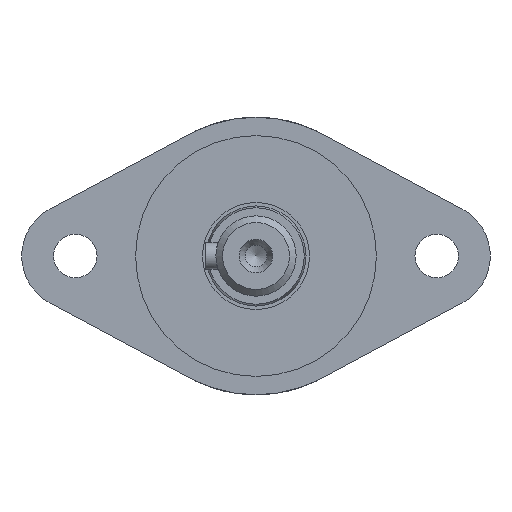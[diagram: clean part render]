
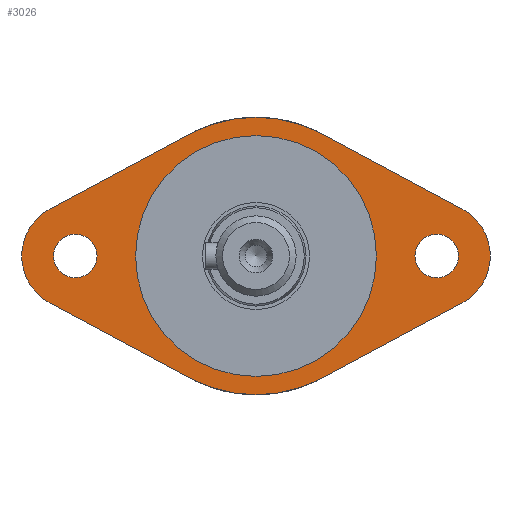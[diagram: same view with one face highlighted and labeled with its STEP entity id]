
A CAD part, left-side view. The second image highlights one B-rep face of the part: STEP entity #3026.
In plain terms, the highlighted planar face has unit normal (-1, 0, 0).
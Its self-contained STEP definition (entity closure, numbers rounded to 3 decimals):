
#67=FACE_BOUND('',#580,.T.);
#68=FACE_BOUND('',#581,.T.);
#69=FACE_BOUND('',#582,.T.);
#99=PLANE('',#3254);
#405=FACE_OUTER_BOUND('',#579,.T.);
#579=EDGE_LOOP('',(#2203,#2204,#2205,#2206,#2207,#2208,#2209,#2210));
#580=EDGE_LOOP('',(#2211));
#581=EDGE_LOOP('',(#2212));
#582=EDGE_LOOP('',(#2213,#2214));
#754=LINE('',#4438,#1010);
#756=LINE('',#4443,#1012);
#760=LINE('',#4456,#1016);
#765=LINE('',#4469,#1021);
#1010=VECTOR('',#3594,10.);
#1012=VECTOR('',#3598,10.);
#1016=VECTOR('',#3610,10.);
#1021=VECTOR('',#3623,10.);
#1277=CIRCLE('',#3229,3.25);
#1280=CIRCLE('',#3233,3.25);
#1282=CIRCLE('',#3236,8.);
#1286=CIRCLE('',#3245,8.);
#1288=CIRCLE('',#3250,18.);
#1289=CIRCLE('',#3251,18.);
#1292=CIRCLE('',#3255,20.75);
#1293=CIRCLE('',#3256,20.75);
#1415=VERTEX_POINT('',#4413);
#1418=VERTEX_POINT('',#4421);
#1421=VERTEX_POINT('',#4428);
#1422=VERTEX_POINT('',#4430);
#1424=VERTEX_POINT('',#4436);
#1426=VERTEX_POINT('',#4442);
#1430=VERTEX_POINT('',#4453);
#1431=VERTEX_POINT('',#4455);
#1433=VERTEX_POINT('',#4461);
#1435=VERTEX_POINT('',#4467);
#1436=VERTEX_POINT('',#4473);
#1437=VERTEX_POINT('',#4474);
#1705=EDGE_CURVE('',#1415,#1415,#1277,.T.);
#1709=EDGE_CURVE('',#1418,#1418,#1280,.T.);
#1712=EDGE_CURVE('',#1421,#1422,#1282,.T.);
#1716=EDGE_CURVE('',#1424,#1421,#754,.T.);
#1718=EDGE_CURVE('',#1422,#1426,#756,.T.);
#1724=EDGE_CURVE('',#1431,#1430,#760,.T.);
#1728=EDGE_CURVE('',#1430,#1433,#1286,.T.);
#1731=EDGE_CURVE('',#1433,#1435,#765,.T.);
#1733=EDGE_CURVE('',#1436,#1437,#1288,.T.);
#1734=EDGE_CURVE('',#1437,#1436,#1289,.T.);
#1738=EDGE_CURVE('',#1426,#1435,#1292,.T.);
#1739=EDGE_CURVE('',#1431,#1424,#1293,.T.);
#2203=ORIENTED_EDGE('',*,*,#1738,.F.);
#2204=ORIENTED_EDGE('',*,*,#1718,.F.);
#2205=ORIENTED_EDGE('',*,*,#1712,.F.);
#2206=ORIENTED_EDGE('',*,*,#1716,.F.);
#2207=ORIENTED_EDGE('',*,*,#1739,.F.);
#2208=ORIENTED_EDGE('',*,*,#1724,.T.);
#2209=ORIENTED_EDGE('',*,*,#1728,.T.);
#2210=ORIENTED_EDGE('',*,*,#1731,.T.);
#2211=ORIENTED_EDGE('',*,*,#1705,.T.);
#2212=ORIENTED_EDGE('',*,*,#1709,.T.);
#2213=ORIENTED_EDGE('',*,*,#1733,.T.);
#2214=ORIENTED_EDGE('',*,*,#1734,.T.);
#3026=ADVANCED_FACE('',(#405,#67,#68,#69),#99,.T.);
#3229=AXIS2_PLACEMENT_3D('',#4415,#3571,#3572);
#3233=AXIS2_PLACEMENT_3D('',#4423,#3580,#3581);
#3236=AXIS2_PLACEMENT_3D('',#4431,#3587,#3588);
#3245=AXIS2_PLACEMENT_3D('',#4463,#3617,#3618);
#3250=AXIS2_PLACEMENT_3D('',#4475,#3630,#3631);
#3251=AXIS2_PLACEMENT_3D('',#4476,#3632,#3633);
#3254=AXIS2_PLACEMENT_3D('',#4482,#3639,#3640);
#3255=AXIS2_PLACEMENT_3D('',#4483,#3641,#3642);
#3256=AXIS2_PLACEMENT_3D('',#4484,#3643,#3644);
#3571=DIRECTION('center_axis',(1.,0.,0.));
#3572=DIRECTION('ref_axis',(0.,0.,
1.));
#3580=DIRECTION('center_axis',(1.,0.,0.));
#3581=DIRECTION('ref_axis',(0.,0.,
1.));
#3587=DIRECTION('center_axis',(1.,0.,0.));
#3588=DIRECTION('ref_axis',(0.,-0.472,-0.881));
#3594=DIRECTION('',(0.,0.881,0.472));
#3598=DIRECTION('',(0.,-0.881,0.472));
#3610=DIRECTION('',(0.,-0.881,0.472));
#3617=DIRECTION('center_axis',(-1.,0.,0.));
#3618=DIRECTION('ref_axis',(0.,-0.472,-0.881));
#3623=DIRECTION('',(0.,0.881,0.472));
#3630=DIRECTION('center_axis',(1.,0.,0.));
#3631=DIRECTION('ref_axis',(0.,-1.,0.));
#3632=DIRECTION('center_axis',(1.,0.,0.));
#3633=DIRECTION('ref_axis',(0.,-1.,0.));
#3639=DIRECTION('center_axis',(-1.,0.,0.));
#3640=DIRECTION('ref_axis',(0.,0.,
-1.));
#3641=DIRECTION('center_axis',(1.,0.,0.));
#3642=DIRECTION('ref_axis',(0.,-1.,0.));
#3643=DIRECTION('center_axis',(1.,0.,0.));
#3644=DIRECTION('ref_axis',(0.,-1.,0.));
#4413=CARTESIAN_POINT('',(-147.2,-27.,-3.25));
#4415=CARTESIAN_POINT('Origin',(-147.2,-27.,0.));
#4421=CARTESIAN_POINT('',(-147.2,27.,-3.25));
#4423=CARTESIAN_POINT('Origin',(-147.2,27.,0.));
#4428=CARTESIAN_POINT('',(-147.2,30.778,-7.052));
#4430=CARTESIAN_POINT('',(-147.2,30.778,7.052));
#4431=CARTESIAN_POINT('Origin',(-147.2,27.,0.));
#4436=CARTESIAN_POINT('',(-147.2,9.799,-18.291));
#4438=CARTESIAN_POINT('',(-147.2,9.799,-18.291));
#4442=CARTESIAN_POINT('',(-147.2,9.799,18.291));
#4443=CARTESIAN_POINT('',(-147.2,30.778,7.052));
#4453=CARTESIAN_POINT('',(-147.2,-30.778,-7.052));
#4455=CARTESIAN_POINT('',(-147.2,-9.799,-18.291));
#4456=CARTESIAN_POINT('',(-147.2,-9.799,-18.291));
#4461=CARTESIAN_POINT('',(-147.2,-30.778,7.052));
#4463=CARTESIAN_POINT('Origin',(-147.2,-27.,0.));
#4467=CARTESIAN_POINT('',(-147.2,-9.799,18.291));
#4469=CARTESIAN_POINT('',(-147.2,-30.778,7.052));
#4473=CARTESIAN_POINT('',(-147.2,-18.,0.));
#4474=CARTESIAN_POINT('',(-147.2,18.,0.));
#4475=CARTESIAN_POINT('Origin',(-147.2,0.,
0.));
#4476=CARTESIAN_POINT('Origin',(-147.2,0.,
0.));
#4482=CARTESIAN_POINT('Origin',(-147.2,-19.375,0.));
#4483=CARTESIAN_POINT('Origin',(-147.2,0.,
0.));
#4484=CARTESIAN_POINT('Origin',(-147.2,0.,
0.));
